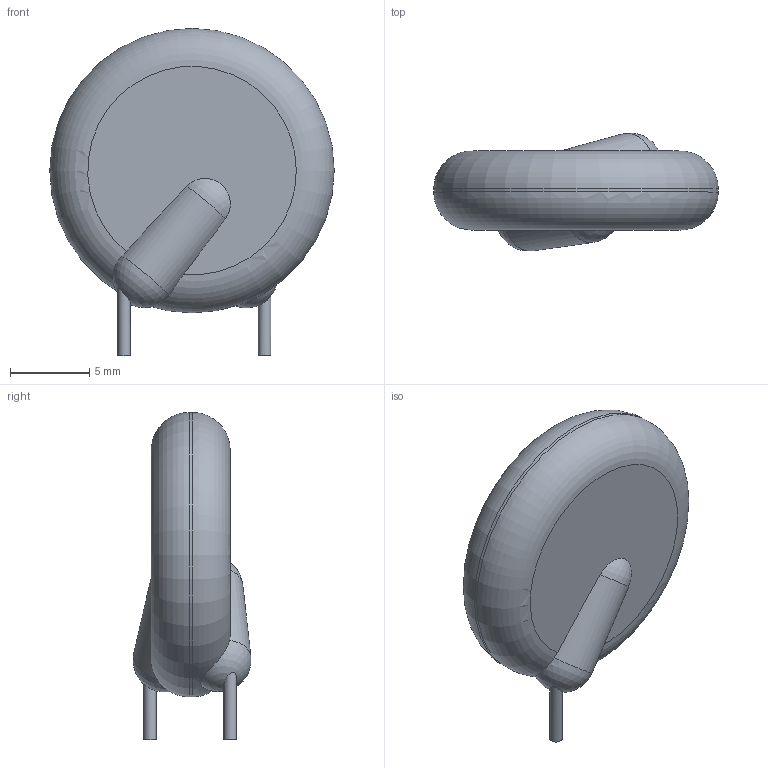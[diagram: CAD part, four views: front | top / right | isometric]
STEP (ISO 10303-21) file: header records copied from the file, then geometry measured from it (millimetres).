
FILE_DESCRIPTION(('FreeCAD Model'),'2;1');
FILE_NAME('C_Disc_D18.0_W5.0_P10.0mm.step','2020-10-09T02:28:08',('kicad StepUp'),('ksu MCAD'), 'Open CASCADE STEP processor 7.4','FreeCAD','Unknown');
FILE_SCHEMA(('AUTOMOTIVE_DESIGN { 1 0 10303 214 1 1 1 1 }'));
Length unit declared in the file: millimetre
Products named in the file (1): C_Disc_D18.0_W5.0_P10.0mm
Bounding box: 18 x 7.47 x 20.7 mm (x, y, z)
Volume: 1189.2 mm3; surface area: 713.8 mm2
Topology: 1 solids, 1 shells, 15 faces, 37 edges, 24 vertices
Faces by surface type: cylinder 5, sphere 4, plane 4, torus 2
Full cylindrical faces by diameter (mm): 0.8 x2, 18 x1
Entity records: 1071 total; most frequent: CARTESIAN_POINT 601, DIRECTION 79, ORIENTED_EDGE 70, AXIS2_PLACEMENT_3D 38, EDGE_CURVE 35, VERTEX_POINT 24, CIRCLE 18, FACE_BOUND 17
